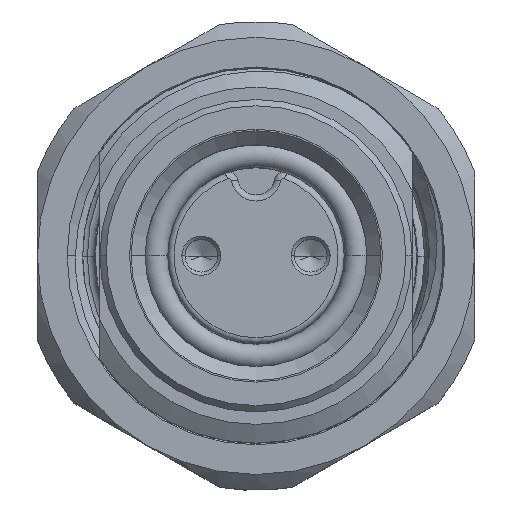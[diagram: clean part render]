
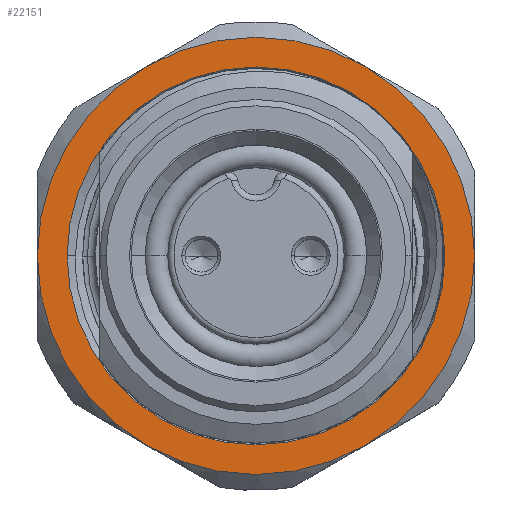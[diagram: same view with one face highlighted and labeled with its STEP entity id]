
A CAD part, top view. The second image highlights one B-rep face of the part: STEP entity #22151.
In plain terms, the highlighted planar face has unit normal (0, 0, 1).
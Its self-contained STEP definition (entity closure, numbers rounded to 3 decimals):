
#20749=CARTESIAN_POINT('',(0.,0.,2.2));
#20750=DIRECTION('',(0.,0.,-1.));
#20751=DIRECTION('',(-1.,0.,0.));
#20752=AXIS2_PLACEMENT_3D('',#20749,#20750,#20751);
#20754=CARTESIAN_POINT('',(0.,0.,2.2));
#20755=DIRECTION('',(0.,0.,-1.));
#20756=DIRECTION('',(1.,0.,0.));
#20757=AXIS2_PLACEMENT_3D('',#20754,#20755,#20756);
#20759=CARTESIAN_POINT('',(0.,0.,2.2));
#20760=DIRECTION('',(0.,0.,-1.));
#20761=DIRECTION('',(-0.5,-0.866,0.));
#20762=AXIS2_PLACEMENT_3D('',#20759,#20760,#20761);
#20764=CARTESIAN_POINT('',(0.,0.,2.2));
#20765=DIRECTION('',(0.,0.,-1.));
#20766=DIRECTION('',(-1.,0.,0.));
#20767=AXIS2_PLACEMENT_3D('',#20764,#20765,#20766);
#20769=CARTESIAN_POINT('',(0.,0.,2.2));
#20770=DIRECTION('',(0.,0.,-1.));
#20771=DIRECTION('',(0.5,0.866,0.));
#20772=AXIS2_PLACEMENT_3D('',#20769,#20770,#20771);
#20774=CARTESIAN_POINT('',(0.,0.,2.2));
#20775=DIRECTION('',(0.,0.,-1.));
#20776=DIRECTION('',(1.,0.,0.));
#20777=AXIS2_PLACEMENT_3D('',#20774,#20775,#20776);
#20784=CARTESIAN_POINT('',(0.,0.,2.2));
#20785=DIRECTION('',(0.,0.,1.));
#20786=DIRECTION('',(-0.5,-0.866,0.));
#20787=AXIS2_PLACEMENT_3D('',#20784,#20785,#20786);
#21076=CARTESIAN_POINT('',(0.,0.,2.2));
#21077=DIRECTION('',(0.,0.,1.));
#21078=DIRECTION('',(0.5,0.866,0.));
#21079=AXIS2_PLACEMENT_3D('',#21076,#21077,#21078);
#21311=CARTESIAN_POINT('',(-6.05,0.,2.2));
#21312=CARTESIAN_POINT('',(6.05,0.,2.2));
#21313=VERTEX_POINT('',#21311);
#21314=VERTEX_POINT('',#21312);
#21364=CARTESIAN_POINT('',(-3.5,-6.062,2.2));
#21365=CARTESIAN_POINT('',(-7.,0.,2.2));
#21366=VERTEX_POINT('',#21364);
#21367=VERTEX_POINT('',#21365);
#21368=CARTESIAN_POINT('',(-3.5,6.062,2.2));
#21369=VERTEX_POINT('',#21368);
#21370=CARTESIAN_POINT('',(3.5,6.062,2.2));
#21371=CARTESIAN_POINT('',(7.,0.,2.2));
#21372=VERTEX_POINT('',#21370);
#21373=VERTEX_POINT('',#21371);
#21374=CARTESIAN_POINT('',(3.5,-6.062,2.2));
#21375=VERTEX_POINT('',#21374);
#22128=CARTESIAN_POINT('',(0.,0.,2.2));
#22129=DIRECTION('',(0.,0.,1.));
#22130=DIRECTION('',(1.,0.,0.));
#22131=AXIS2_PLACEMENT_3D('',#22128,#22129,#22130);
#22132=PLANE('',#22131);
#22134=ORIENTED_EDGE('',*,*,#22133,.F.);
#22136=ORIENTED_EDGE('',*,*,#22135,.T.);
#22138=ORIENTED_EDGE('',*,*,#22137,.T.);
#22140=ORIENTED_EDGE('',*,*,#22139,.F.);
#22142=ORIENTED_EDGE('',*,*,#22141,.T.);
#22144=ORIENTED_EDGE('',*,*,#22143,.T.);
#22145=EDGE_LOOP('',(#22134,#22136,#22138,#22140,#22142,#22144));
#22146=FACE_OUTER_BOUND('',#22145,.F.);
#22147=ORIENTED_EDGE('',*,*,#21801,.F.);
#22148=ORIENTED_EDGE('',*,*,#22121,.F.);
#22149=EDGE_LOOP('',(#22147,#22148));
#22150=FACE_BOUND('',#22149,.F.);
#20753=CIRCLE('',#20752,6.05);
#20758=CIRCLE('',#20757,6.05);
#20763=CIRCLE('',#20762,7.);
#20768=CIRCLE('',#20767,7.);
#20773=CIRCLE('',#20772,7.);
#20778=CIRCLE('',#20777,7.);
#20788=CIRCLE('',#20787,7.);
#21080=CIRCLE('',#21079,7.);
#21801=EDGE_CURVE('',#21313,#21314,#20753,.T.);
#22121=EDGE_CURVE('',#21314,#21313,#20758,.T.);
#22133=EDGE_CURVE('',#21366,#21375,#20788,.T.);
#22135=EDGE_CURVE('',#21366,#21367,#20763,.T.);
#22137=EDGE_CURVE('',#21367,#21369,#20768,.T.);
#22139=EDGE_CURVE('',#21372,#21369,#21080,.T.);
#22141=EDGE_CURVE('',#21372,#21373,#20773,.T.);
#22143=EDGE_CURVE('',#21373,#21375,#20778,.T.);
#22151=ADVANCED_FACE('',(#22146,#22150),#22132,.T.);
